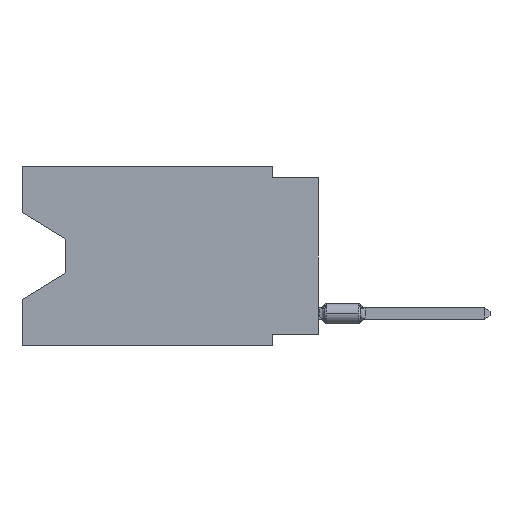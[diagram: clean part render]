
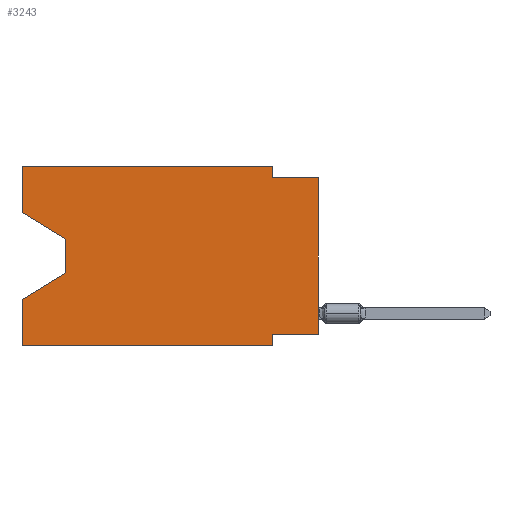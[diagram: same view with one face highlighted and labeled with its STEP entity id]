
A CAD part, left-side view. The second image highlights one B-rep face of the part: STEP entity #3243.
In plain terms, the highlighted planar face has unit normal (-1, 0, 0).
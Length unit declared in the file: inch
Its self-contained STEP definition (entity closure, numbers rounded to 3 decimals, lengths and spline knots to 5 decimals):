
#109 = EDGE_CURVE ( 'NONE', #1785, #8702, #3869, .T. ) ;
#854 = VECTOR ( 'NONE', #7003, 39.37008 ) ;
#1213 = VERTEX_POINT ( 'NONE', #22092 ) ;
#1243 = LINE ( 'NONE', #15199, #2128 ) ;
#1502 = EDGE_CURVE ( 'NONE', #1515, #20754, #14244, .T. ) ;
#1515 = VERTEX_POINT ( 'NONE', #20027 ) ;
#1785 = VERTEX_POINT ( 'NONE', #6980 ) ;
#1784 = DIRECTION ( 'NONE',  ( 0., -1., 0. ) ) ;
#2128 = VECTOR ( 'NONE', #4549, 39.37008 ) ;
#2133 = ORIENTED_EDGE ( 'NONE', *, *, #17102, .F. ) ;
#2698 = VECTOR ( 'NONE', #15171, 39.37008 ) ;
#2812 = EDGE_CURVE ( 'NONE', #4548, #13672, #20598, .T. ) ;
#2890 = VECTOR ( 'NONE', #17684, 39.37008 ) ;
#3236 = FACE_OUTER_BOUND ( 'NONE', #17392, .T. ) ;
#3243 = ADVANCED_FACE ( 'NONE', ( #3236 ), #7068, .F. ) ;
#3290 = VERTEX_POINT ( 'NONE', #6956 ) ;
#3378 = LINE ( 'NONE', #3495, #2698 ) ;
#3495 = CARTESIAN_POINT ( 'NONE',  ( 0., 0., -0.025 ) ) ;
#3608 = DIRECTION ( 'NONE',  ( 0., 1., 0. ) ) ;
#3791 = VECTOR ( 'NONE', #14665, 39.37008 ) ;
#3869 = LINE ( 'NONE', #7359, #2890 ) ;
#4133 = VECTOR ( 'NONE', #9453, 39.37008 ) ;
#4457 = VECTOR ( 'NONE', #1784, 39.37008 ) ;
#4548 = VERTEX_POINT ( 'NONE', #20701 ) ;
#4549 = DIRECTION ( 'NONE',  ( 0., -1., 0. ) ) ;
#4568 = EDGE_CURVE ( 'NONE', #4548, #15899, #13692, .T. ) ;
#4598 = EDGE_CURVE ( 'NONE', #1515, #3290, #20482, .T. ) ;
#5420 = ORIENTED_EDGE ( 'NONE', *, *, #2812, .F. ) ;
#5690 = EDGE_CURVE ( 'NONE', #18811, #15899, #3378, .T. ) ;
#6100 = CARTESIAN_POINT ( 'NONE',  ( 0., 0.1, -0.39 ) ) ;
#6271 = VECTOR ( 'NONE', #3608, 39.37008 ) ;
#6331 = VECTOR ( 'NONE', #13021, 39.37008 ) ;
#6539 = CARTESIAN_POINT ( 'NONE',  ( 0., 0.645, 0. ) ) ;
#6639 = CARTESIAN_POINT ( 'NONE',  ( 0., 0.645, -0.28975 ) ) ;
#6956 = CARTESIAN_POINT ( 'NONE',  ( 0., 0.1, -0.39 ) ) ;
#6980 = CARTESIAN_POINT ( 'NONE',  ( 0., 0.645, -0.10025 ) ) ;
#7003 = DIRECTION ( 'NONE',  ( 0., 0., -1. ) ) ;
#7068 = PLANE ( 'NONE',  #18906 ) ;
#7359 = CARTESIAN_POINT ( 'NONE',  ( 0., 0.645, -0.10025 ) ) ;
#7749 = LINE ( 'NONE', #19994, #3791 ) ;
#8180 = VECTOR ( 'NONE', #15511, 39.37008 ) ;
#8702 = VERTEX_POINT ( 'NONE', #21863 ) ;
#9082 = EDGE_CURVE ( 'NONE', #13672, #3290, #9488, .T. ) ;
#9133 = ORIENTED_EDGE ( 'NONE', *, *, #4598, .T. ) ;
#9309 = ORIENTED_EDGE ( 'NONE', *, *, #5690, .F. ) ;
#9453 = DIRECTION ( 'NONE',  ( 0., 0., 1. ) ) ;
#9488 = LINE ( 'NONE', #6100, #6331 ) ;
#10136 = CARTESIAN_POINT ( 'NONE',  ( 0., 0.645, 0. ) ) ;
#10404 = CARTESIAN_POINT ( 'NONE',  ( 0., 0.645, -0.39 ) ) ;
#10406 = LINE ( 'NONE', #17197, #8180 ) ;
#10435 = EDGE_CURVE ( 'NONE', #18558, #18811, #10406, .T. ) ;
#10682 = VECTOR ( 'NONE', #13015, 39.37008 ) ;
#10780 = ORIENTED_EDGE ( 'NONE', *, *, #9082, .F. ) ;
#11356 = ORIENTED_EDGE ( 'NONE', *, *, #4568, .T. ) ;
#11861 = ORIENTED_EDGE ( 'NONE', *, *, #1502, .F. ) ;
#12105 = DIRECTION ( 'NONE',  ( 0., 0., 1. ) ) ;
#12462 = VERTEX_POINT ( 'NONE', #17902 ) ;
#12862 = LINE ( 'NONE', #19769, #4133 ) ;
#13015 = DIRECTION ( 'NONE',  ( 0., 0., 1. ) ) ;
#13021 = DIRECTION ( 'NONE',  ( 0., 0., -1. ) ) ;
#13672 = VERTEX_POINT ( 'NONE', #14317 ) ;
#13692 = LINE ( 'NONE', #20602, #21473 ) ;
#14244 = LINE ( 'NONE', #6539, #10682 ) ;
#14282 = ORIENTED_EDGE ( 'NONE', *, *, #17208, .T. ) ;
#14317 = CARTESIAN_POINT ( 'NONE',  ( 0., 0.1, -0.365 ) ) ;
#14332 = CARTESIAN_POINT ( 'NONE',  ( 0., 0., -0.025 ) ) ;
#14467 = ORIENTED_EDGE ( 'NONE', *, *, #16492, .T. ) ;
#14637 = CARTESIAN_POINT ( 'NONE',  ( 0., 0.1, -0.025 ) ) ;
#14665 = DIRECTION ( 'NONE',  ( 0., 0.855, -0.519 ) ) ;
#15171 = DIRECTION ( 'NONE',  ( 0., -1., 0. ) ) ;
#15199 = CARTESIAN_POINT ( 'NONE',  ( 0., 0.645, 0. ) ) ;
#15403 = LINE ( 'NONE', #22311, #854 ) ;
#15416 = EDGE_CURVE ( 'NONE', #12462, #18558, #1243, .T. ) ;
#15502 = CARTESIAN_POINT ( 'NONE',  ( 0., 0., -0.365 ) ) ;
#15511 = DIRECTION ( 'NONE',  ( 0., 0., -1. ) ) ;
#15899 = VERTEX_POINT ( 'NONE', #14332 ) ;
#16492 = EDGE_CURVE ( 'NONE', #8702, #1213, #15403, .T. ) ;
#16779 = ORIENTED_EDGE ( 'NONE', *, *, #109, .T. ) ;
#16840 = ORIENTED_EDGE ( 'NONE', *, *, #15416, .F. ) ;
#16946 = CARTESIAN_POINT ( 'NONE',  ( 0., 0.1, 0. ) ) ;
#17054 = DIRECTION ( 'NONE',  ( 0., 0., -1. ) ) ;
#17102 = EDGE_CURVE ( 'NONE', #1785, #12462, #12862, .T. ) ;
#17197 = CARTESIAN_POINT ( 'NONE',  ( 0., 0.1, 0. ) ) ;
#17208 = EDGE_CURVE ( 'NONE', #1213, #20754, #7749, .T. ) ;
#17392 = EDGE_LOOP ( 'NONE', ( #16779, #14467, #14282, #11861, #9133, #10780, #5420, #11356, #9309, #20663, #16840, #2133 ) ) ;
#17684 = DIRECTION ( 'NONE',  ( 0., -0.855, -0.519 ) ) ;
#17902 = CARTESIAN_POINT ( 'NONE',  ( 0., 0.645, 0. ) ) ;
#18558 = VERTEX_POINT ( 'NONE', #16946 ) ;
#18811 = VERTEX_POINT ( 'NONE', #14637 ) ;
#18906 = AXIS2_PLACEMENT_3D ( 'NONE', #10136, #20570, #17054 ) ;
#19769 = CARTESIAN_POINT ( 'NONE',  ( 0., 0.645, 0. ) ) ;
#19994 = CARTESIAN_POINT ( 'NONE',  ( 0., 0.55, -0.232 ) ) ;
#20027 = CARTESIAN_POINT ( 'NONE',  ( 0., 0.645, -0.39 ) ) ;
#20482 = LINE ( 'NONE', #10404, #4457 ) ;
#20570 = DIRECTION ( 'NONE',  ( 1., 0., 0. ) ) ;
#20598 = LINE ( 'NONE', #15502, #6271 ) ;
#20602 = CARTESIAN_POINT ( 'NONE',  ( 0., 0., 0. ) ) ;
#20663 = ORIENTED_EDGE ( 'NONE', *, *, #10435, .F. ) ;
#20701 = CARTESIAN_POINT ( 'NONE',  ( 0., 0., -0.365 ) ) ;
#20754 = VERTEX_POINT ( 'NONE', #6639 ) ;
#21473 = VECTOR ( 'NONE', #12105, 39.37008 ) ;
#21863 = CARTESIAN_POINT ( 'NONE',  ( 0., 0.55, -0.158 ) ) ;
#22092 = CARTESIAN_POINT ( 'NONE',  ( 0., 0.55, -0.232 ) ) ;
#22311 = CARTESIAN_POINT ( 'NONE',  ( 0., 0.55, -0.158 ) ) ;
